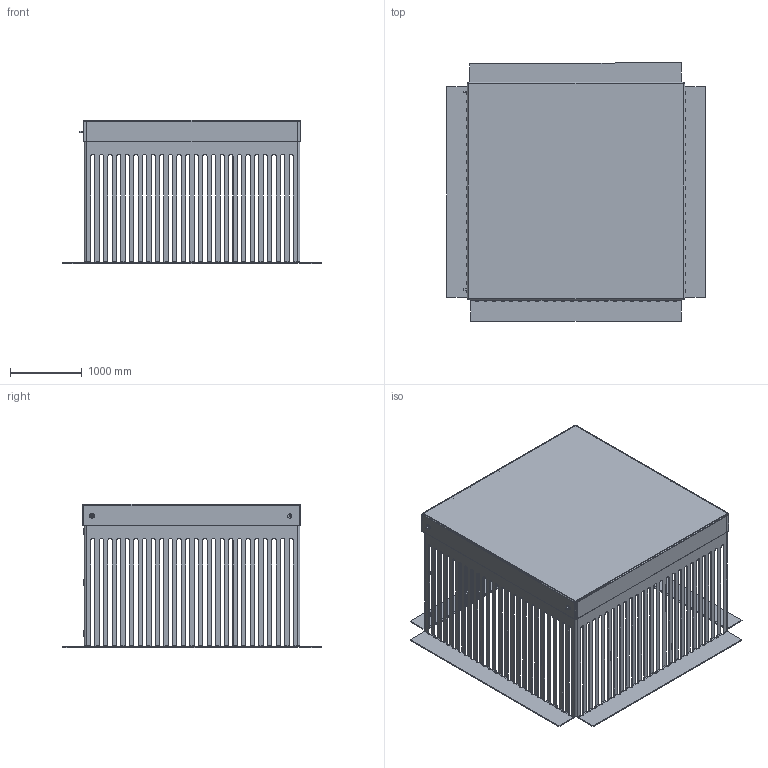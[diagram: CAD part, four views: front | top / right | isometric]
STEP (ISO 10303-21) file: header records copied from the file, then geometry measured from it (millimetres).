
FILE_DESCRIPTION(/* description */ (''),/* implementation_level */ '2;1');
FILE_NAME(/* name */ '19973.000X_3D.stp',/* time_stamp */ '2024-12-12T07:55:32+01:00',/* author */ ('CAD'),/* organization */ (''),/* preprocessor_version */ 'ST-DEVELOPER v20',/* originating_system */ 'AutoCAD Mechanical',/* authorisation */ '');
FILE_SCHEMA (('AUTOMOTIVE_DESIGN { 1 0 10303 214 3 1 1 }'));
Length unit declared in the file: centimetre
Products named in the file (3): Product; *S0; Deckel
Assembly tree (2 placements, depth 2):
  Product
    *S0
    Deckel
Bounding box: 3600 x 3599.77 x 1996.5 mm (x, y, z)
Volume: 405505958.1 mm3; surface area: 67766720.2 mm2
Topology: 10 solids, 10 shells, 978 faces, 3330 edges, 2220 vertices
Faces by surface type: cylinder 550, plane 313, sphere 104, torus 11
Full cylindrical faces by diameter (mm): 20 x5, 40 x2, 41 x7
Entity records: 41686 total; most frequent: CARTESIAN_POINT 12435, ORIENTED_EDGE 6580, DIRECTION 5972, EDGE_CURVE 3290, AXIS2_PLACEMENT_3D 2191, VERTEX_POINT 2150, LINE 1590, VECTOR 1590
